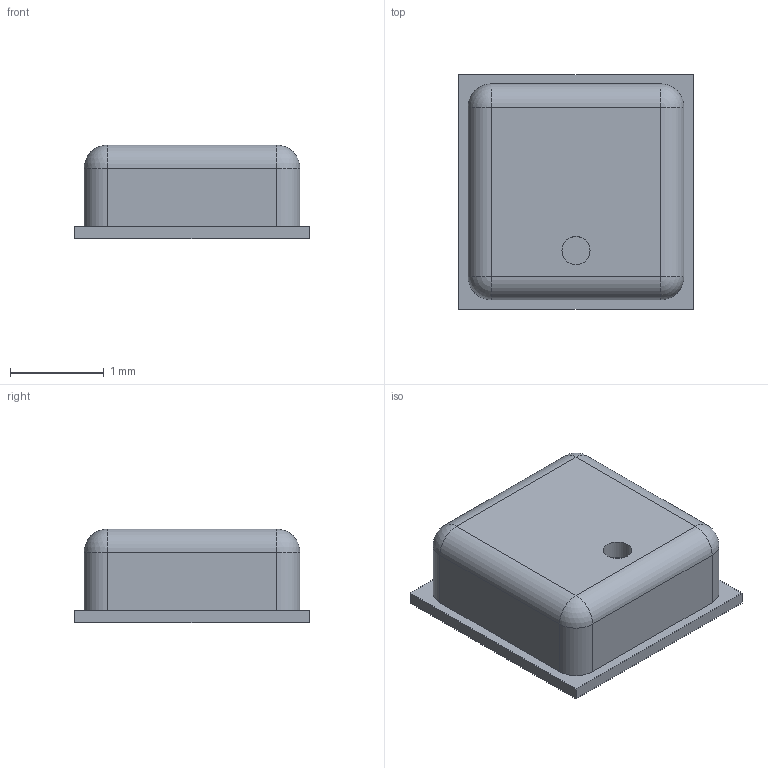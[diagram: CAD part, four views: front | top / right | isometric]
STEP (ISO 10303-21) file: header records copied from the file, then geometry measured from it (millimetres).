
FILE_DESCRIPTION( ( 'Unknown' ), '1' );
FILE_NAME( 'SENSOR_BME280.step', 'Unknown', ( 'Unknown' ), ( 'Unknown' ), 'PSStep 15.0.49', 'Unknown', ' ' );
FILE_SCHEMA( ( 'AUTOMOTIVE_DESIGN { 1 0 10303 214 1 1 1 1 }' ) );
Length unit declared in the file: millimetre
Products named in the file (1): 1
Bounding box: 2.5 x 2.5 x 1 mm (x, y, z)
Volume: 5.2 mm3; surface area: 20.7 mm2
Topology: 1 solids, 1 shells, 25 faces, 55 edges, 30 vertices
Faces by surface type: plane 12, cylinder 9, sphere 4
Full cylindrical faces by diameter (mm): 0.3 x1
Entity records: 858 total; most frequent: DIRECTION 120, CARTESIAN_POINT 106, ORIENTED_EDGE 100, EDGE_CURVE 50, AXIS2_PLACEMENT_3D 44, LINE 32, VECTOR 32, VERTEX_POINT 30
